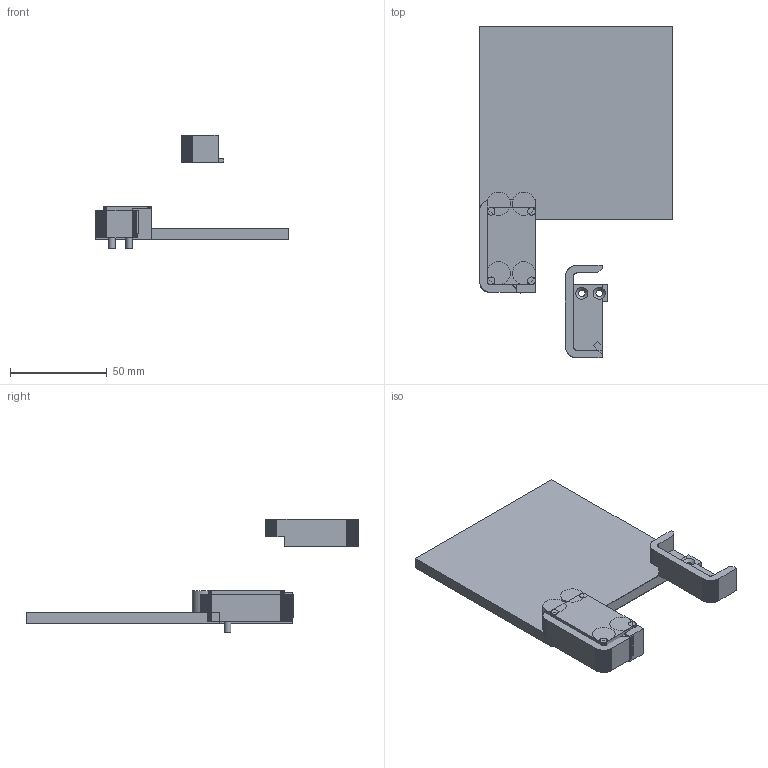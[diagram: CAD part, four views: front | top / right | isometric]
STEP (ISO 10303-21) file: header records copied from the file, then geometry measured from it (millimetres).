
FILE_DESCRIPTION(('FreeCAD Model'),'2;1');
FILE_NAME('Open CASCADE Shape Model','2024-01-22T17:04:18',('Author'),( ''),'Open CASCADE STEP processor 7.5','FreeCAD','Unknown');
FILE_SCHEMA(('AUTOMOTIVE_DESIGN { 1 0 10303 214 1 1 1 1 }'));
Length unit declared in the file: millimetre
Products named in the file (28): Blobifier7; cylinder004; cylinder006; cylinder; cylinder001; cylinder002; cylinder003; Group; cylinder005; difference; cube002; cube003; cube004; cylinder008; cylinder010; Group001; cylinder009; cylinder011; cube001; cylinder007; cube; difference001; Matrix_Union; union; Matrix_Union001; Group002; hull; hull001
Assembly tree (27 placements, depth 2):
  Blobifier7
    cylinder004
    cylinder006
    cylinder
    cylinder001
    cylinder002
    cylinder003
    Group
    cylinder005
    difference
    cube002
    cube003
    cube004
    cylinder008
    cylinder010
    Group001
    cylinder009
    cylinder011
    cube001
    cylinder007
    cube
    difference001
    Matrix_Union
    union
    Matrix_Union001
    Group002
    hull
    hull001
Bounding box: 100 x 172 x 58.59 mm (x, y, z)
Volume: 201793.1 mm3; surface area: 75945 mm2
Topology: 34 solids, 34 shells, 704 faces, 1880 edges, 1248 vertices
Faces by surface type: plane 668, cylinder 26, cone 10
Full cylindrical faces by diameter (mm): 3.4 x10, 4 x8, 12 x8
Entity records: 22289 total; most frequent: CARTESIAN_POINT 3860, ORIENTED_EDGE 3760, DIRECTION 3420, EDGE_CURVE 1880, LINE 1804, VECTOR 1804, VERTEX_POINT 1248, AXIS2_PLACEMENT_3D 808
